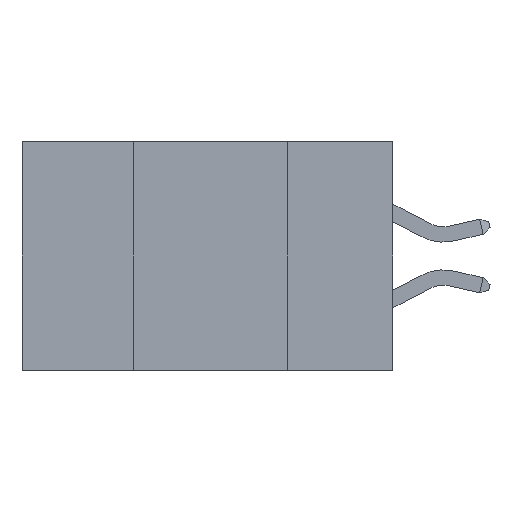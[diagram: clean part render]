
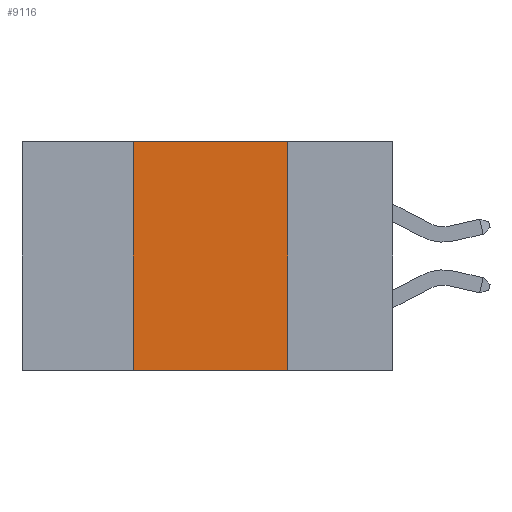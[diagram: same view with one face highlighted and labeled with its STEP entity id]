
A CAD part, left-side view. The second image highlights one B-rep face of the part: STEP entity #9116.
In plain terms, the highlighted planar face has unit normal (-1, 0, 0).
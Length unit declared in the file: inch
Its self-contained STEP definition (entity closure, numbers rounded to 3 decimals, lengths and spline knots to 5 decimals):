
#385 = CARTESIAN_POINT ( 'NONE',  ( 0., 0.42, -0.37 ) ) ;
#1844 = FACE_OUTER_BOUND ( 'NONE', #39969, .T. ) ;
#2199 = ORIENTED_EDGE ( 'NONE', *, *, #17537, .F. ) ;
#3353 = VERTEX_POINT ( 'NONE', #385 ) ;
#5428 = VECTOR ( 'NONE', #21011, 39.37008 ) ;
#7048 = EDGE_CURVE ( 'NONE', #3353, #19768, #37614, .T. ) ;
#8331 = EDGE_CURVE ( 'NONE', #3353, #25902, #14790, .T. ) ;
#9116 = ADVANCED_FACE ( 'NONE', ( #1844 ), #24692, .F. ) ;
#12625 = ORIENTED_EDGE ( 'NONE', *, *, #7048, .T. ) ;
#12913 = VECTOR ( 'NONE', #39077, 39.37008 ) ;
#13317 = CARTESIAN_POINT ( 'NONE',  ( 0., 0.17, -0.37 ) ) ;
#14790 = LINE ( 'NONE', #39733, #5428 ) ;
#17492 = CARTESIAN_POINT ( 'NONE',  ( 0., 0.6, -0.37 ) ) ;
#17537 = EDGE_CURVE ( 'NONE', #25902, #29132, #25606, .T. ) ;
#17935 = CARTESIAN_POINT ( 'NONE',  ( 0., 0.17, 0. ) ) ;
#17950 = ORIENTED_EDGE ( 'NONE', *, *, #20917, .F. ) ;
#18205 = DIRECTION ( 'NONE',  ( 0., 0., -1. ) ) ;
#18660 = CARTESIAN_POINT ( 'NONE',  ( 0., 0.6, 0. ) ) ;
#19366 = VECTOR ( 'NONE', #21597, 39.37008 ) ;
#19768 = VERTEX_POINT ( 'NONE', #13317 ) ;
#19906 = ORIENTED_EDGE ( 'NONE', *, *, #8331, .F. ) ;
#20917 = EDGE_CURVE ( 'NONE', #29132, #19768, #33108, .T. ) ;
#21011 = DIRECTION ( 'NONE',  ( 0., 0., 1. ) ) ;
#21597 = DIRECTION ( 'NONE',  ( 0., -1., 0. ) ) ;
#21765 = DIRECTION ( 'NONE',  ( 0., 0., -1. ) ) ;
#24692 = PLANE ( 'NONE',  #30149 ) ;
#25516 = CARTESIAN_POINT ( 'NONE',  ( 0., 0.42, 0. ) ) ;
#25606 = LINE ( 'NONE', #37002, #19366 ) ;
#25902 = VERTEX_POINT ( 'NONE', #25516 ) ;
#29132 = VERTEX_POINT ( 'NONE', #35230 ) ;
#30149 = AXIS2_PLACEMENT_3D ( 'NONE', #18660, #40233, #21765 ) ;
#33108 = LINE ( 'NONE', #17935, #40305 ) ;
#35230 = CARTESIAN_POINT ( 'NONE',  ( 0., 0.17, 0. ) ) ;
#37002 = CARTESIAN_POINT ( 'NONE',  ( 0., 0.6, 0. ) ) ;
#37614 = LINE ( 'NONE', #17492, #12913 ) ;
#39077 = DIRECTION ( 'NONE',  ( 0., -1., 0. ) ) ;
#39733 = CARTESIAN_POINT ( 'NONE',  ( 0., 0.42, 0. ) ) ;
#39969 = EDGE_LOOP ( 'NONE', ( #17950, #2199, #19906, #12625 ) ) ;
#40233 = DIRECTION ( 'NONE',  ( 1., 0., 0. ) ) ;
#40305 = VECTOR ( 'NONE', #18205, 39.37008 ) ;
